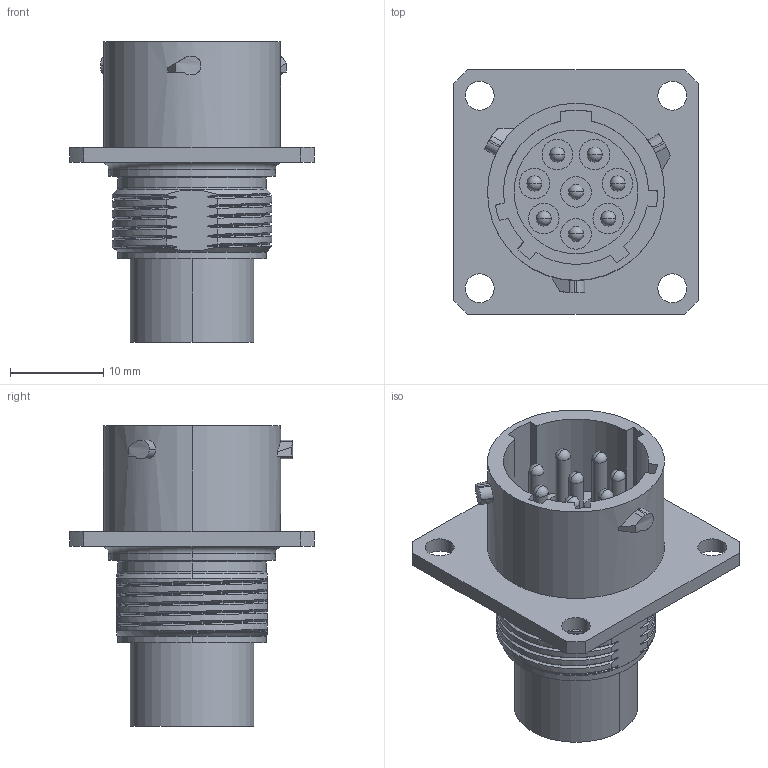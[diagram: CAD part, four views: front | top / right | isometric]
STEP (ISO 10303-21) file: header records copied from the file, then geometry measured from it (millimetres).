
FILE_DESCRIPTION((''),'2;1');
FILE_NAME('UT00128P-CATA_SW_ASM','2010-12-03T',('Gsineau'),(''),'PRO/ENGINEER BY PARAMETRIC TECHNOLOGY CORPORATION, 2010140','PRO/ENGINEER BY PARAMETRIC TECHNOLOGY CORPORATION, 2010140','');
FILE_SCHEMA(('CONFIG_CONTROL_DESIGN'));
Length unit declared in the file: inch
Products named in the file (1): UT00128P-CATA_SW_ASM
Bounding box: 26.18 x 26.18 x 32.2 mm (x, y, z)
Volume: 5905.5 mm3; surface area: 4431.7 mm2
Topology: 1 solids, 1 shells, 236 faces, 599 edges, 382 vertices
Faces by surface type: cylinder 110, plane 59, bspline 41, sphere 16, torus 6, cone 4
Entity records: 10340 total; most frequent: CARTESIAN_POINT 4917, ORIENTED_EDGE 1166, DIRECTION 1023, EDGE_CURVE 583, AXIS2_PLACEMENT_3D 413, VERTEX_POINT 382, EDGE_LOOP 277, FACE_OUTER_BOUND 236
